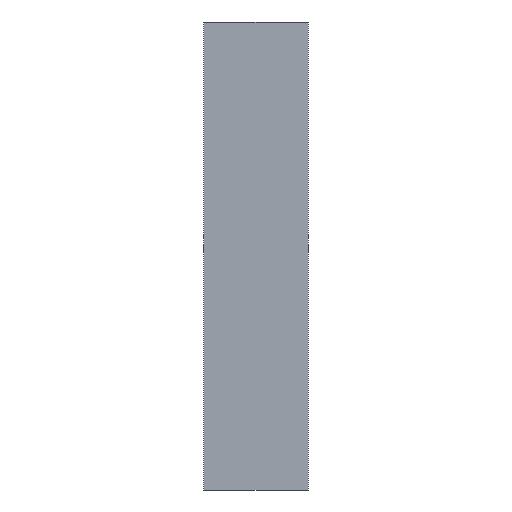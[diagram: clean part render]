
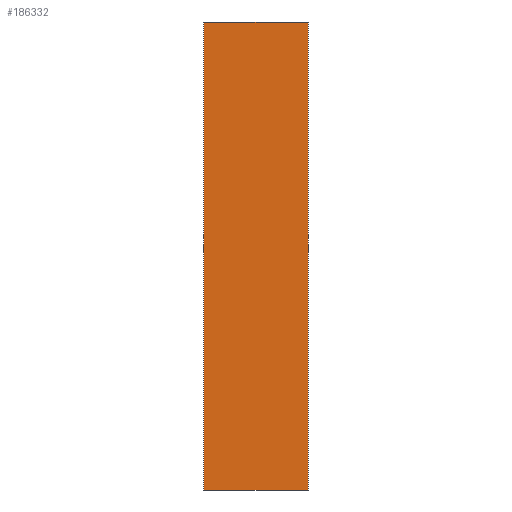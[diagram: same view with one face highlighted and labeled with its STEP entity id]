
A CAD part, front view. The second image highlights one B-rep face of the part: STEP entity #186332.
In plain terms, the highlighted free-form (B-spline) face has degree [1, 1] with [2, 2] control points.
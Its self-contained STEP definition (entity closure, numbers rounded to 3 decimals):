
#186224 = EDGE_CURVE('',#186225,#186227,#186229,.T.);
#186225 = VERTEX_POINT('',#186226);
#186226 = CARTESIAN_POINT('',(-750.,0.,3350.));
#186227 = VERTEX_POINT('',#186228);
#186228 = CARTESIAN_POINT('',(750.,0.,3350.));
#186229 = B_SPLINE_CURVE_WITH_KNOTS('',1,(#186230,#186231),
  .UNSPECIFIED.,.F.,.F.,(2,2),(-150.,0.),.PIECEWISE_BEZIER_KNOTS.);
#186230 = CARTESIAN_POINT('',(-750.,0.,3350.));
#186231 = CARTESIAN_POINT('',(750.,0.,3350.));
#186260 = EDGE_CURVE('',#186261,#186263,#186265,.T.);
#186261 = VERTEX_POINT('',#186262);
#186262 = CARTESIAN_POINT('',(750.,0.,-3350.));
#186263 = VERTEX_POINT('',#186264);
#186264 = CARTESIAN_POINT('',(-750.,0.,
    -3350.));
#186265 = B_SPLINE_CURVE_WITH_KNOTS('',1,(#186266,#186267),
  .UNSPECIFIED.,.F.,.F.,(2,2),(-150.,0.),.PIECEWISE_BEZIER_KNOTS.);
#186266 = CARTESIAN_POINT('',(750.,0.,-3350.));
#186267 = CARTESIAN_POINT('',(-750.,0.,
    -3350.));
#186302 = EDGE_CURVE('',#186263,#186225,#186303,.T.);
#186303 = B_SPLINE_CURVE_WITH_KNOTS('',1,(#186304,#186305),
  .UNSPECIFIED.,.F.,.F.,(2,2),(-660.,10.),.PIECEWISE_BEZIER_KNOTS.);
#186304 = CARTESIAN_POINT('',(-750.,0.,-3350.));
#186305 = CARTESIAN_POINT('',(-750.,0.,3350.));
#186322 = EDGE_CURVE('',#186227,#186261,#186323,.T.);
#186323 = B_SPLINE_CURVE_WITH_KNOTS('',1,(#186324,#186325),
  .UNSPECIFIED.,.F.,.F.,(2,2),(-660.,10.),.PIECEWISE_BEZIER_KNOTS.);
#186324 = CARTESIAN_POINT('',(750.,0.,3350.));
#186325 = CARTESIAN_POINT('',(750.,0.,-3350.));
#186332 = ADVANCED_FACE('',(#186333),#186339,.T.);
#186333 = FACE_BOUND('',#186334,.T.);
#186334 = EDGE_LOOP('',(#186335,#186336,#186337,#186338));
#186335 = ORIENTED_EDGE('',*,*,#186322,.F.);
#186336 = ORIENTED_EDGE('',*,*,#186224,.F.);
#186337 = ORIENTED_EDGE('',*,*,#186302,.F.);
#186338 = ORIENTED_EDGE('',*,*,#186260,.F.);
#186339 = B_SPLINE_SURFACE_WITH_KNOTS('',1,1,(
    (#186340,#186341)
    ,(#186342,#186343
    )),.UNSPECIFIED.,.F.,.F.,.F.,(2,2),(2,2),(-335.001,335.001),(-75.001
    ,75.001),.PIECEWISE_BEZIER_KNOTS.);
#186340 = CARTESIAN_POINT('',(750.01,0.,-3350.01));
#186341 = CARTESIAN_POINT('',(-750.01,0.,-3350.01));
#186342 = CARTESIAN_POINT('',(750.01,0.,3350.01));
#186343 = CARTESIAN_POINT('',(-750.01,0.,3350.01));
